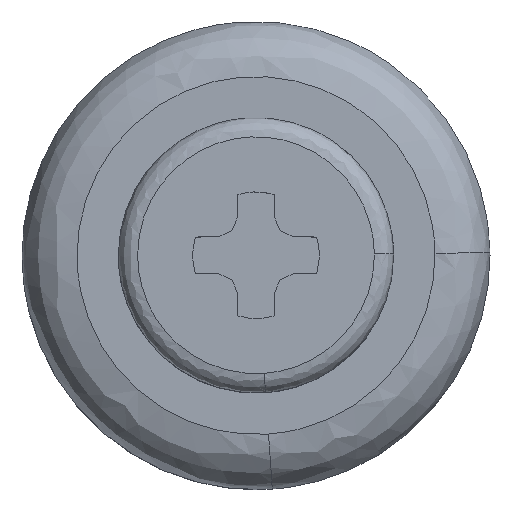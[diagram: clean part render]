
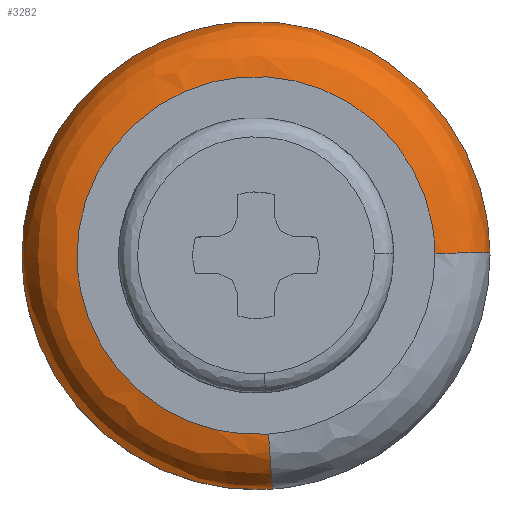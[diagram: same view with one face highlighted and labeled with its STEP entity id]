
A CAD part, top view. The second image highlights one B-rep face of the part: STEP entity #3282.
In plain terms, the highlighted free-form (B-spline) face has degree [2, 2] with [9, 3] control points.
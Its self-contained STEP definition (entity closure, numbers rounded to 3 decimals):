
#2363=CARTESIAN_POINT('',(4.852,6.979,-8.53));
#2364=VERTEX_POINT('',#2363);
#2365=CARTESIAN_POINT('',(8.499,0.107,-8.53));
#2366=VERTEX_POINT('',#2365);
#2367=CARTESIAN_POINT('',(4.852,6.979,-8.53));
#2368=CARTESIAN_POINT('',(8.444,4.482,-8.53));
#2369=CARTESIAN_POINT('',(8.499,0.107,-8.53));
#2377=(BOUNDED_CURVE()B_SPLINE_CURVE(2,(#2367,#2368,#2369),.UNSPECIFIED.,.F.,.U.)B_SPLINE_CURVE_WITH_KNOTS((3,3),(0.348,0.498),.UNSPECIFIED.)CURVE()GEOMETRIC_REPRESENTATION_ITEM()RATIONAL_B_SPLINE_CURVE((0.86,0.823,0.995))REPRESENTATION_ITEM(''));
#2378=EDGE_CURVE('',#2364,#2366,#2377,.T.);
#2395=CARTESIAN_POINT('',(0.593,-8.479,-8.53));
#2396=VERTEX_POINT('',#2395);
#2410=CARTESIAN_POINT('',(-8.5,0.0,-8.53));
#2411=VERTEX_POINT('',#2410);
#2412=CARTESIAN_POINT('',(0.593,-8.479,-8.53));
#2413=CARTESIAN_POINT('',(0.297,-8.5,-8.53));
#2414=CARTESIAN_POINT('',(0.0,-8.5,-8.53));
#2415=CARTESIAN_POINT('',(-8.5,-8.5,-8.53));
#2416=CARTESIAN_POINT('',(-8.5,0.0,-8.53));
#2424=(BOUNDED_CURVE()B_SPLINE_CURVE(2,(#2412,#2413,#2414,#2415,#2416),.UNSPECIFIED.,.F.,.U.)B_SPLINE_CURVE_WITH_KNOTS((3,2,3),(0.738,0.75,1.0),.UNSPECIFIED.)CURVE()GEOMETRIC_REPRESENTATION_ITEM()RATIONAL_B_SPLINE_CURVE((0.973,0.986,1.0,0.707,1.0))REPRESENTATION_ITEM(''));
#2425=EDGE_CURVE('',#2396,#2411,#2424,.T.);
#2427=CARTESIAN_POINT('',(-0.667,8.474,-8.53));
#2428=VERTEX_POINT('',#2427);
#2429=CARTESIAN_POINT('',(-8.5,0.0,-8.53));
#2430=CARTESIAN_POINT('',(-8.5,7.857,-8.53));
#2431=CARTESIAN_POINT('',(-0.667,8.474,-8.53));
#2439=(BOUNDED_CURVE()B_SPLINE_CURVE(2,(#2429,#2430,#2431),.UNSPECIFIED.,.F.,.U.)B_SPLINE_CURVE_WITH_KNOTS((3,3),(0.0,0.236),.UNSPECIFIED.)CURVE()GEOMETRIC_REPRESENTATION_ITEM()RATIONAL_B_SPLINE_CURVE((1.0,0.723,0.97))REPRESENTATION_ITEM(''));
#2440=EDGE_CURVE('',#2411,#2428,#2439,.T.);
#2518=CARTESIAN_POINT('',(-0.667,8.474,-8.53));
#2519=CARTESIAN_POINT('',(-0.334,8.5,-8.53));
#2520=CARTESIAN_POINT('',(0.0,8.5,-8.53));
#2521=CARTESIAN_POINT('',(2.664,8.5,-8.53));
#2522=CARTESIAN_POINT('',(4.852,6.979,-8.53));
#2530=(BOUNDED_CURVE()B_SPLINE_CURVE(2,(#2518,#2519,#2520,#2521,#2522),.UNSPECIFIED.,.F.,.U.)B_SPLINE_CURVE_WITH_KNOTS((3,2,3),(0.236,0.25,0.348),.UNSPECIFIED.)CURVE()GEOMETRIC_REPRESENTATION_ITEM()RATIONAL_B_SPLINE_CURVE((0.97,0.984,1.0,0.885,0.86))REPRESENTATION_ITEM(''));
#2531=EDGE_CURVE('',#2428,#2364,#2530,.T.);
#3179=CARTESIAN_POINT('',(0.444,-6.345,-6.534));
#3180=CARTESIAN_POINT('',(0.262,-6.358,-6.534));
#3181=CARTESIAN_POINT('',(0.08,-6.36,-6.534));
#3182=CARTESIAN_POINT('',(-6.28,-6.44,-6.534));
#3183=CARTESIAN_POINT('',(-6.36,-0.08,-6.534));
#3184=CARTESIAN_POINT('',(-6.44,6.28,-6.534));
#3185=CARTESIAN_POINT('',(-0.08,6.36,-6.534));
#3186=CARTESIAN_POINT('',(6.28,6.44,-6.534));
#3187=CARTESIAN_POINT('',(6.36,0.08,-6.534));
#3188=CARTESIAN_POINT('',(0.604,-8.634,-6.374));
#3189=CARTESIAN_POINT('',(0.356,-8.651,-6.374));
#3190=CARTESIAN_POINT('',(0.109,-8.654,-6.374));
#3191=CARTESIAN_POINT('',(-8.546,-8.763,-6.374));
#3192=CARTESIAN_POINT('',(-8.654,-0.109,-6.374));
#3193=CARTESIAN_POINT('',(-8.763,8.546,-6.374));
#3194=CARTESIAN_POINT('',(-0.109,8.654,-6.374));
#3195=CARTESIAN_POINT('',(8.546,8.763,-6.374));
#3196=CARTESIAN_POINT('',(8.654,0.109,-6.374));
#3197=CARTESIAN_POINT('',(0.592,-8.474,-8.669));
#3198=CARTESIAN_POINT('',(0.35,-8.491,-8.669));
#3199=CARTESIAN_POINT('',(0.107,-8.494,-8.669));
#3200=CARTESIAN_POINT('',(-8.388,-8.601,-8.669));
#3201=CARTESIAN_POINT('',(-8.494,-0.107,-8.669));
#3202=CARTESIAN_POINT('',(-8.601,8.388,-8.669));
#3203=CARTESIAN_POINT('',(-0.107,8.494,-8.669));
#3204=CARTESIAN_POINT('',(8.388,8.601,-8.669));
#3205=CARTESIAN_POINT('',(8.494,0.107,-8.669));
#3213=(BOUNDED_SURFACE()B_SPLINE_SURFACE(2,2,((#3179,#3188,#3197),(#3180,#3189,#3198),(#3181,#3190,#3199),(#3182,#3191,#3200),(#3183,#3192,#3201),(#3184,#3193,#3202),(#3185,#3194,#3203),(#3186,#3195,#3204),(#3187,#3196,#3205)),.UNSPECIFIED.,.F.,.F.,.U.)B_SPLINE_SURFACE_WITH_KNOTS((3,2,2,2,3),(3,3),(0.0,0.563,14.638,28.713,42.789),(0.0,3.645),.UNSPECIFIED.)GEOMETRIC_REPRESENTATION_ITEM()RATIONAL_B_SPLINE_SURFACE(((0.896,0.588,0.896),(0.906,0.594,0.906),(0.916,0.601,0.916),(0.648,0.425,0.648),(0.916,0.601,0.916),(0.648,0.425,0.648),(0.916,0.601,0.916),(0.648,0.425,0.648),(0.916,0.601,0.916)))REPRESENTATION_ITEM('')SURFACE());
#3214=ORIENTED_EDGE('',*,*,#2425,.F.);
#3215=CARTESIAN_POINT('',(0.453,-6.484,-6.53));
#3216=VERTEX_POINT('',#3215);
#3217=CARTESIAN_POINT('',(0.453,-6.484,-6.53));
#3218=CARTESIAN_POINT('',(0.593,-8.479,-6.53));
#3219=CARTESIAN_POINT('',(0.593,-8.479,-8.53));
#3227=(BOUNDED_CURVE()B_SPLINE_CURVE(2,(#3217,#3218,#3219),.UNSPECIFIED.,.F.,.U.)B_SPLINE_CURVE_WITH_KNOTS((3,3),(-1.735,-0.265),.UNSPECIFIED.)CURVE()GEOMETRIC_REPRESENTATION_ITEM()RATIONAL_B_SPLINE_CURVE((0.869,0.614,0.869))REPRESENTATION_ITEM(''));
#3228=EDGE_CURVE('',#3216,#2396,#3227,.T.);
#3229=ORIENTED_EDGE('',*,*,#3228,.F.);
#3230=CARTESIAN_POINT('',(-6.5,0.0,-6.53));
#3231=VERTEX_POINT('',#3230);
#3232=CARTESIAN_POINT('',(0.453,-6.484,-6.53));
#3233=CARTESIAN_POINT('',(0.227,-6.5,-6.53));
#3234=CARTESIAN_POINT('',(0.0,-6.5,-6.53));
#3235=CARTESIAN_POINT('',(-6.5,-6.5,-6.53));
#3236=CARTESIAN_POINT('',(-6.5,0.0,-6.53));
#3244=(BOUNDED_CURVE()B_SPLINE_CURVE(2,(#3232,#3233,#3234,#3235,#3236),.UNSPECIFIED.,.F.,.U.)B_SPLINE_CURVE_WITH_KNOTS((3,2,3),(0.738,0.75,1.0),.UNSPECIFIED.)CURVE()GEOMETRIC_REPRESENTATION_ITEM()RATIONAL_B_SPLINE_CURVE((0.973,0.986,1.0,0.707,1.0))REPRESENTATION_ITEM(''));
#3245=EDGE_CURVE('',#3216,#3231,#3244,.T.);
#3246=ORIENTED_EDGE('',*,*,#3245,.T.);
#3247=CARTESIAN_POINT('',(6.499,0.082,-6.53));
#3248=VERTEX_POINT('',#3247);
#3249=CARTESIAN_POINT('',(-6.5,0.0,-6.53));
#3250=CARTESIAN_POINT('',(-6.5,6.5,-6.53));
#3251=CARTESIAN_POINT('',(0.0,6.5,-6.53));
#3252=CARTESIAN_POINT('',(6.419,6.5,-6.53));
#3253=CARTESIAN_POINT('',(6.499,0.082,-6.53));
#3261=(BOUNDED_CURVE()B_SPLINE_CURVE(2,(#3249,#3250,#3251,#3252,#3253),.UNSPECIFIED.,.F.,.U.)B_SPLINE_CURVE_WITH_KNOTS((3,2,3),(0.0,0.25,0.498),.UNSPECIFIED.)CURVE()GEOMETRIC_REPRESENTATION_ITEM()RATIONAL_B_SPLINE_CURVE((1.0,0.707,1.0,0.71,0.995))REPRESENTATION_ITEM(''));
#3262=EDGE_CURVE('',#3231,#3248,#3261,.T.);
#3263=ORIENTED_EDGE('',*,*,#3262,.T.);
#3264=CARTESIAN_POINT('',(6.499,0.082,-6.53));
#3265=CARTESIAN_POINT('',(8.499,0.107,-6.53));
#3266=CARTESIAN_POINT('',(8.499,0.107,-8.53));
#3274=(BOUNDED_CURVE()B_SPLINE_CURVE(2,(#3264,#3265,#3266),.UNSPECIFIED.,.F.,.U.)B_SPLINE_CURVE_WITH_KNOTS((3,3),(-1.735,-0.265),.UNSPECIFIED.)CURVE()GEOMETRIC_REPRESENTATION_ITEM()RATIONAL_B_SPLINE_CURVE((0.889,0.629,0.889))REPRESENTATION_ITEM(''));
#3275=EDGE_CURVE('',#3248,#2366,#3274,.T.);
#3276=ORIENTED_EDGE('',*,*,#3275,.T.);
#3277=ORIENTED_EDGE('',*,*,#2378,.F.);
#3278=ORIENTED_EDGE('',*,*,#2531,.F.);
#3279=ORIENTED_EDGE('',*,*,#2440,.F.);
#3280=EDGE_LOOP('',(#3214,#3229,#3246,#3263,#3276,#3277,#3278,#3279));
#3281=FACE_OUTER_BOUND('',#3280,.T.);
#3282=ADVANCED_FACE('',(#3281),#3213,.T.);
